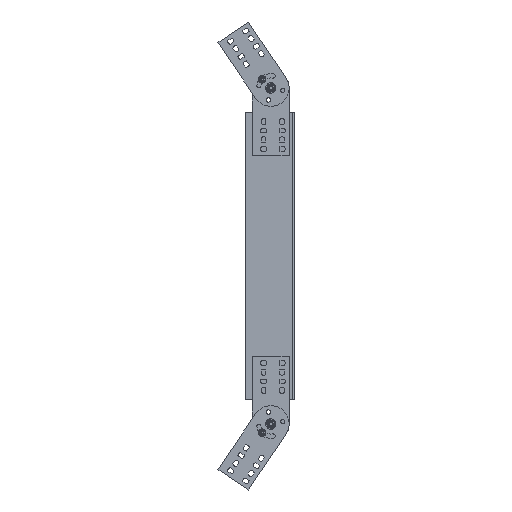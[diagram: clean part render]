
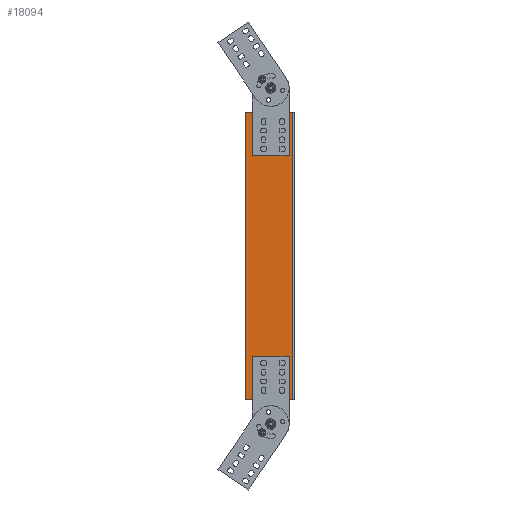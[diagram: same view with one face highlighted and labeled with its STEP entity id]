
A CAD part, left-side view. The second image highlights one B-rep face of the part: STEP entity #18094.
In plain terms, the highlighted planar face has unit normal (-1, 0, 0).
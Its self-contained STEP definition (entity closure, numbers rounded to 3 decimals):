
#1471 = ORIENTED_EDGE ( 'NONE', *, *, #15467, .T. ) ;
#1472 = ORIENTED_EDGE ( 'NONE', *, *, #15504, .F. ) ;
#1473 = ORIENTED_EDGE ( 'NONE', *, *, #15568, .T. ) ;
#1474 = ORIENTED_EDGE ( 'NONE', *, *, #20055, .T. ) ;
#1475 = ORIENTED_EDGE ( 'NONE', *, *, #15582, .T. ) ;
#1476 = ORIENTED_EDGE ( 'NONE', *, *, #15501, .F. ) ;
#1477 = ORIENTED_EDGE ( 'NONE', *, *, #15470, .F. ) ;
#1478 = ORIENTED_EDGE ( 'NONE', *, *, #15542, .T. ) ;
#1479 = ORIENTED_EDGE ( 'NONE', *, *, #19867, .F. ) ;
#1480 = ORIENTED_EDGE ( 'NONE', *, *, #19977, .F. ) ;
#1481 = ORIENTED_EDGE ( 'NONE', *, *, #19861, .F. ) ;
#1482 = ORIENTED_EDGE ( 'NONE', *, *, #15537, .T. ) ;
#1557 = VERTEX_POINT ( 'NONE', #13025 ) ;
#1621 = VERTEX_POINT ( 'NONE', #13820 ) ;
#1772 = VERTEX_POINT ( 'NONE', #13669 ) ;
#1830 = VERTEX_POINT ( 'NONE', #13611 ) ;
#1932 = VERTEX_POINT ( 'NONE', #13509 ) ;
#2137 = VERTEX_POINT ( 'NONE', #13304 ) ;
#2142 = VERTEX_POINT ( 'NONE', #13299 ) ;
#2202 = VERTEX_POINT ( 'NONE', #13239 ) ;
#2204 = VERTEX_POINT ( 'NONE', #13237 ) ;
#2629 = DIRECTION ( 'NONE',  ( 0., -1., 0. ) ) ;
#2659 = CARTESIAN_POINT ( 'NONE',  ( -284.243, 261.73, 165. ) ) ;
#2986 = DIRECTION ( 'NONE',  ( 0., -1., 0. ) ) ;
#2987 = CARTESIAN_POINT ( 'NONE',  ( -284.243, 261.73, -165. ) ) ;
#3726 = EDGE_LOOP ( 'NONE', ( #1482, #1481, #1480, #1479, #1478, #1477, #1476, #1475, #1474, #1473, #1472, #1471 ) ) ;
#6086 = CARTESIAN_POINT ( 'NONE',  ( -284.243, -13.633, -165. ) ) ;
#6160 = CARTESIAN_POINT ( 'NONE',  ( -284.243, 58.367, -235. ) ) ;
#6385 = CARTESIAN_POINT ( 'NONE',  ( -284.243, 46.367, 29.5 ) ) ;
#6395 = DIRECTION ( 'NONE',  ( 0., 0., 1. ) ) ;
#6407 = DIRECTION ( 'NONE',  ( 0., 0., -1. ) ) ;
#6415 = CARTESIAN_POINT ( 'NONE',  ( -284.243, -13.633, 29.5 ) ) ;
#7997 = FACE_OUTER_BOUND ( 'NONE', #3726, .T. ) ;
#9677 = AXIS2_PLACEMENT_3D ( 'NONE', #25260, #25247, #25246 ) ;
#10534 = VECTOR ( 'NONE', #2986, 1000. ) ;
#10537 = LINE ( 'NONE', #2987, #10534 ) ;
#10649 = VECTOR ( 'NONE', #2629, 1000. ) ;
#10651 = LINE ( 'NONE', #2659, #10649 ) ;
#10831 = VECTOR ( 'NONE', #6407, 1000. ) ;
#10833 = LINE ( 'NONE', #6385, #10831 ) ;
#10841 = VECTOR ( 'NONE', #6395, 1000. ) ;
#10853 = LINE ( 'NONE', #6415, #10841 ) ;
#13025 = CARTESIAN_POINT ( 'NONE',  ( -284.243, -13.633, 165. ) ) ;
#13237 = CARTESIAN_POINT ( 'NONE',  ( -284.243, 46.367, -235. ) ) ;
#13239 = CARTESIAN_POINT ( 'NONE',  ( -284.243, -13.633, -235. ) ) ;
#13299 = CARTESIAN_POINT ( 'NONE',  ( -284.243, 46.367, 235. ) ) ;
#13304 = CARTESIAN_POINT ( 'NONE',  ( -284.243, -13.633, 235. ) ) ;
#13509 = CARTESIAN_POINT ( 'NONE',  ( -284.243, 46.367, 165. ) ) ;
#13611 = CARTESIAN_POINT ( 'NONE',  ( -284.243, -19.833, 235. ) ) ;
#13669 = CARTESIAN_POINT ( 'NONE',  ( -284.243, 46.367, -165. ) ) ;
#13820 = CARTESIAN_POINT ( 'NONE',  ( -284.243, 58.367, 235. ) ) ;
#14833 = VERTEX_POINT ( 'NONE', #6160 ) ;
#14856 = VERTEX_POINT ( 'NONE', #6086 ) ;
#15161 = VERTEX_POINT ( 'NONE', #19049 ) ;
#15467 = EDGE_CURVE ( 'NONE', #15161, #1830, #16942, .T. ) ;
#15470 = EDGE_CURVE ( 'NONE', #14833, #1621, #16929, .T. ) ;
#15501 = EDGE_CURVE ( 'NONE', #2204, #14833, #16895, .T. ) ;
#15504 = EDGE_CURVE ( 'NONE', #15161, #2202, #16901, .T. ) ;
#15537 = EDGE_CURVE ( 'NONE', #1830, #2137, #16869, .T. ) ;
#15542 = EDGE_CURVE ( 'NONE', #2142, #1621, #16867, .T. ) ;
#15568 = EDGE_CURVE ( 'NONE', #14856, #2202, #16832, .T. ) ;
#15582 = EDGE_CURVE ( 'NONE', #2204, #1772, #16817, .T. ) ;
#16815 = VECTOR ( 'NONE', #21078, 1000. ) ;
#16817 = LINE ( 'NONE', #21082, #16815 ) ;
#16832 = LINE ( 'NONE', #21212, #16839 ) ;
#16839 = VECTOR ( 'NONE', #21207, 1000. ) ;
#16859 = VECTOR ( 'NONE', #18300, 1000. ) ;
#16867 = LINE ( 'NONE', #18301, #16859 ) ;
#16869 = LINE ( 'NONE', #18317, #16872 ) ;
#16872 = VECTOR ( 'NONE', #18335, 1000. ) ;
#16893 = VECTOR ( 'NONE', #18420, 1000. ) ;
#16895 = LINE ( 'NONE', #18416, #16897 ) ;
#16897 = VECTOR ( 'NONE', #18414, 1000. ) ;
#16901 = LINE ( 'NONE', #18419, #16893 ) ;
#16929 = LINE ( 'NONE', #18509, #16932 ) ;
#16930 = VECTOR ( 'NONE', #18518, 1000. ) ;
#16932 = VECTOR ( 'NONE', #18508, 1000. ) ;
#16942 = LINE ( 'NONE', #18525, #16930 ) ;
#18094 = ADVANCED_FACE ( 'NONE', ( #7997 ), #25249, .F. ) ;
#18300 = DIRECTION ( 'NONE',  ( 0., 1., 0. ) ) ;
#18301 = CARTESIAN_POINT ( 'NONE',  ( -284.243, 58.367, 235. ) ) ;
#18317 = CARTESIAN_POINT ( 'NONE',  ( -284.243, 58.367, 235. ) ) ;
#18335 = DIRECTION ( 'NONE',  ( 0., 1., 0. ) ) ;
#18414 = DIRECTION ( 'NONE',  ( 0., 1., 0. ) ) ;
#18416 = CARTESIAN_POINT ( 'NONE',  ( -284.243, 58.367, -235. ) ) ;
#18419 = CARTESIAN_POINT ( 'NONE',  ( -284.243, 58.367, -235. ) ) ;
#18420 = DIRECTION ( 'NONE',  ( 0., 1., 0. ) ) ;
#18508 = DIRECTION ( 'NONE',  ( 0., 0., 1. ) ) ;
#18509 = CARTESIAN_POINT ( 'NONE',  ( -284.243, 58.367, -235. ) ) ;
#18518 = DIRECTION ( 'NONE',  ( 0., 0., 1. ) ) ;
#18525 = CARTESIAN_POINT ( 'NONE',  ( -284.243, -19.833, -235. ) ) ;
#19049 = CARTESIAN_POINT ( 'NONE',  ( -284.243, -19.833, -235. ) ) ;
#19861 = EDGE_CURVE ( 'NONE', #1557, #2137, #10853, .T. ) ;
#19867 = EDGE_CURVE ( 'NONE', #2142, #1932, #10833, .T. ) ;
#19977 = EDGE_CURVE ( 'NONE', #1932, #1557, #10651, .T. ) ;
#20055 = EDGE_CURVE ( 'NONE', #1772, #14856, #10537, .T. ) ;
#21078 = DIRECTION ( 'NONE',  ( 0., 0., 1. ) ) ;
#21082 = CARTESIAN_POINT ( 'NONE',  ( -284.243, 46.367, -29.5 ) ) ;
#21207 = DIRECTION ( 'NONE',  ( 0., 0., -1. ) ) ;
#21212 = CARTESIAN_POINT ( 'NONE',  ( -284.243, -13.633, -29.5 ) ) ;
#25246 = DIRECTION ( 'NONE',  ( 0., -1., 0. ) ) ;
#25247 = DIRECTION ( 'NONE',  ( 1., 0., 0. ) ) ;
#25249 = PLANE ( 'NONE',  #9677 ) ;
#25260 = CARTESIAN_POINT ( 'NONE',  ( -284.243, 58.367, -235. ) ) ;
